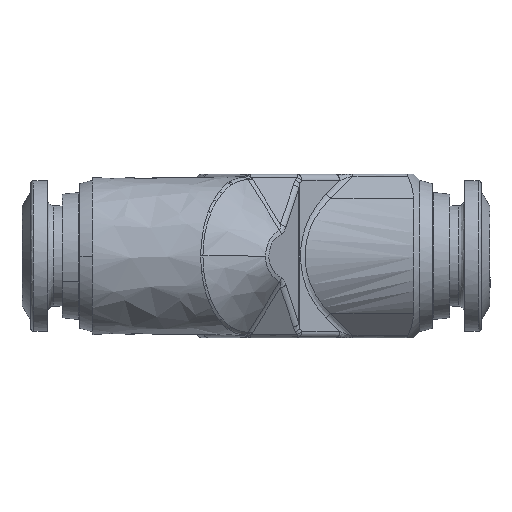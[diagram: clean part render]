
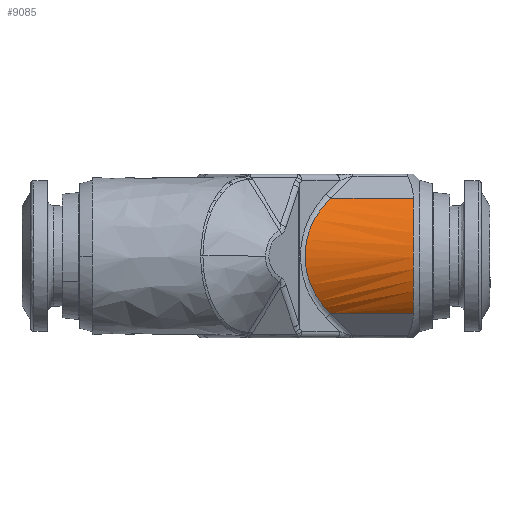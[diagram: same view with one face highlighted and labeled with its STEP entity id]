
A CAD part, left-side view. The second image highlights one B-rep face of the part: STEP entity #9085.
In plain terms, the highlighted free-form (B-spline) face has degree [1, 3] with [2, 4] control points.
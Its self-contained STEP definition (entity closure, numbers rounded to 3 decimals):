
#87 = B_SPLINE_CURVE_WITH_KNOTS ( 'NONE', 1,
 ( #3321, #11135 ),
 .UNSPECIFIED., .F., .F.,
 ( 2, 2 ),
 ( 0., 1. ),
 .UNSPECIFIED. ) ;
#313 = CARTESIAN_POINT ( 'NONE',  ( -8.676, 15.237, 3.247 ) ) ;
#368 = CARTESIAN_POINT ( 'NONE',  ( -7.637, 7.548, 4.596 ) ) ;
#402 = CARTESIAN_POINT ( 'NONE',  ( -8.898, 15.476, 2.823 ) ) ;
#445 = CARTESIAN_POINT ( 'NONE',  ( -8.236, 14.763, 3.91 ) ) ;
#1307 = CARTESIAN_POINT ( 'NONE',  ( -10.33, 7.548, 1.904 ) ) ;
#1404 = CARTESIAN_POINT ( 'NONE',  ( -7.637, 16.221, -4.596 ) ) ;
#1411 = CARTESIAN_POINT ( 'NONE',  ( -9.087, 15.68, -2.388 ) ) ;
#1491 = CARTESIAN_POINT ( 'NONE',  ( -8.343, 14.879, 3.761 ) ) ;
#1539 = CARTESIAN_POINT ( 'NONE',  ( -9.437, 16.057, -1.165 ) ) ;
#1633 = ORIENTED_EDGE ( 'NONE', *, *, #8216, .T. ) ;
#1635 = CARTESIAN_POINT ( 'NONE',  ( -7.637, 14.119, -4.596 ) ) ;
#1667 =( BOUNDED_CURVE ( )  B_SPLINE_CURVE ( 3, ( #4188, #9547, #5088, #1903 ),
 .UNSPECIFIED., .F., .T. ) 
 B_SPLINE_CURVE_WITH_KNOTS ( ( 4, 4 ),
 ( -1.571, 0. ),
 .UNSPECIFIED. ) 
 CURVE ( )  GEOMETRIC_REPRESENTATION_ITEM ( )  RATIONAL_B_SPLINE_CURVE ( ( 1., 0.805, 0.805, 1. ) ) 
 REPRESENTATION_ITEM ( '' )  );
#1903 = CARTESIAN_POINT ( 'NONE',  ( -7.637, 7.548, -4.596 ) ) ;
#2477 = CARTESIAN_POINT ( 'NONE',  ( -9.5, 16.124, -0.742 ) ) ;
#2523 = CARTESIAN_POINT ( 'NONE',  ( -9.487, 16.11, -0.848 ) ) ;
#2563 = CARTESIAN_POINT ( 'NONE',  ( -10.33, 16.221, 1.904 ) ) ;
#2575 = CARTESIAN_POINT ( 'NONE',  ( -8.431, 14.973, 3.634 ) ) ;
#2613 = CARTESIAN_POINT ( 'NONE',  ( -8.417, 14.958, 3.654 ) ) ;
#2661 = CARTESIAN_POINT ( 'NONE',  ( -9.026, 15.614, 2.537 ) ) ;
#3245 = B_SPLINE_CURVE_WITH_KNOTS ( 'NONE', 3,
 ( #10071, #9197, #13694, #4867, #445, #1491, #3585, #2613, #2575, #9099, #313, #12640, #402, #11350, #5987, #2661, #3673, #10312, #4683, #11436, #4772, #8101, #3770, #12555, #9153, #5884, #2477, #2523, #6908, #1539, #5790, #7041, #8142, #13647, #8013, #1411, #10263, #3719, #3629, #11401, #11485, #4825, #6218, #12777, #13979, #8337, #7303, #1635 ),
 .UNSPECIFIED., .F., .F.,
 ( 4, 2, 1, 1, 2, 2, 2, 1, 2, 2, 2, 2, 2, 2, 2, 2, 2, 2, 1, 2, 2, 2, 1, 1, 2, 2, 4 ),
 ( -1., -0.938, -0.906, -0.891, -0.883, -0.875, -0.813, -0.781, -0.766, -0.75, -0.688, -0.656, -0.625, -0.5, -0.438, -0.406, -0.375, -0.313, -0.281, -0.266, -0.25, -0.188, -0.156, -0.141, -0.133, -0.125, 0. ),
 .UNSPECIFIED. ) ;
#3321 = CARTESIAN_POINT ( 'NONE',  ( -7.637, 7.548, -4.596 ) ) ;
#3368 =( BOUNDED_SURFACE ( )  B_SPLINE_SURFACE ( 1, 3, ( 
 ( #10210, #2563, #3621, #1404 ),
 ( #4632, #1307, #9040, #3573 ) ),
 .UNSPECIFIED., .F., .F., .T. ) 
 B_SPLINE_SURFACE_WITH_KNOTS ( ( 2, 2 ),
 ( 4, 4 ),
 ( 0., 1. ),
 ( 0., 1. ),
 .UNSPECIFIED. ) 
 GEOMETRIC_REPRESENTATION_ITEM ( )  RATIONAL_B_SPLINE_SURFACE ( (
 ( 1., 0.805, 0.805, 1.),
 ( 1., 0.805, 0.805, 1.) ) ) 
 REPRESENTATION_ITEM ( '' )  SURFACE ( )  );
#3573 = CARTESIAN_POINT ( 'NONE',  ( -7.637, 7.548, -4.596 ) ) ;
#3585 = CARTESIAN_POINT ( 'NONE',  ( -8.387, 14.926, 3.697 ) ) ;
#3621 = CARTESIAN_POINT ( 'NONE',  ( -10.33, 16.221, -1.904 ) ) ;
#3629 = CARTESIAN_POINT ( 'NONE',  ( -8.876, 15.453, -2.871 ) ) ;
#3673 = CARTESIAN_POINT ( 'NONE',  ( -9.129, 15.725, 2.289 ) ) ;
#3719 = CARTESIAN_POINT ( 'NONE',  ( -8.966, 15.55, -2.681 ) ) ;
#3770 = CARTESIAN_POINT ( 'NONE',  ( -9.5, 16.124, 0.849 ) ) ;
#3912 = EDGE_CURVE ( 'NONE', #6741, #3933, #5119, .T. ) ;
#3933 = VERTEX_POINT ( 'NONE', #5927 ) ;
#4188 = CARTESIAN_POINT ( 'NONE',  ( -7.637, 7.548, 4.596 ) ) ;
#4293 = EDGE_CURVE ( 'NONE', #11189, #8810, #87, .T. ) ;
#4632 = CARTESIAN_POINT ( 'NONE',  ( -7.637, 7.548, 4.596 ) ) ;
#4683 = CARTESIAN_POINT ( 'NONE',  ( -9.293, 15.902, 1.782 ) ) ;
#4772 = CARTESIAN_POINT ( 'NONE',  ( -9.373, 15.987, 1.474 ) ) ;
#4825 = CARTESIAN_POINT ( 'NONE',  ( -8.549, 15.1, -3.453 ) ) ;
#4867 = CARTESIAN_POINT ( 'NONE',  ( -8.139, 14.658, 4.035 ) ) ;
#5088 = CARTESIAN_POINT ( 'NONE',  ( -10.33, 7.548, -1.904 ) ) ;
#5119 = B_SPLINE_CURVE_WITH_KNOTS ( 'NONE', 1,
 ( #368, #13614 ),
 .UNSPECIFIED., .F., .F.,
 ( 2, 2 ),
 ( -1., 0. ),
 .UNSPECIFIED. ) ;
#5461 = ORIENTED_EDGE ( 'NONE', *, *, #12245, .F. ) ;
#5790 = CARTESIAN_POINT ( 'NONE',  ( -9.375, 15.99, -1.475 ) ) ;
#5884 = CARTESIAN_POINT ( 'NONE',  ( -9.531, 16.158, -0.424 ) ) ;
#5927 = CARTESIAN_POINT ( 'NONE',  ( -7.637, 14.119, 4.596 ) ) ;
#5987 = CARTESIAN_POINT ( 'NONE',  ( -9.006, 15.592, 2.584 ) ) ;
#6204 = FACE_OUTER_BOUND ( 'NONE', #10239, .T. ) ;
#6218 = CARTESIAN_POINT ( 'NONE',  ( -8.505, 15.053, -3.521 ) ) ;
#6368 = CARTESIAN_POINT ( 'NONE',  ( -7.637, 7.548, -4.596 ) ) ;
#6741 = VERTEX_POINT ( 'NONE', #12345 ) ;
#6908 = CARTESIAN_POINT ( 'NONE',  ( -9.455, 16.076, -1.058 ) ) ;
#7041 = CARTESIAN_POINT ( 'NONE',  ( -9.324, 15.935, -1.68 ) ) ;
#7303 = CARTESIAN_POINT ( 'NONE',  ( -7.946, 14.451, -4.287 ) ) ;
#8013 = CARTESIAN_POINT ( 'NONE',  ( -9.125, 15.721, -2.288 ) ) ;
#8101 = CARTESIAN_POINT ( 'NONE',  ( -9.395, 16.012, 1.373 ) ) ;
#8142 = CARTESIAN_POINT ( 'NONE',  ( -9.231, 15.835, -1.986 ) ) ;
#8216 = EDGE_CURVE ( 'NONE', #3933, #8810, #3245, .T. ) ;
#8337 = CARTESIAN_POINT ( 'NONE',  ( -8.216, 14.742, -3.955 ) ) ;
#8810 = VERTEX_POINT ( 'NONE', #9381 ) ;
#9040 = CARTESIAN_POINT ( 'NONE',  ( -10.33, 7.548, -1.904 ) ) ;
#9085 = ADVANCED_FACE ( 'NONE', ( #6204 ), #3368, .F. ) ;
#9099 = CARTESIAN_POINT ( 'NONE',  ( -8.566, 15.119, 3.431 ) ) ;
#9153 = CARTESIAN_POINT ( 'NONE',  ( -9.541, 16.169, -0.212 ) ) ;
#9197 = CARTESIAN_POINT ( 'NONE',  ( -7.792, 14.285, 4.442 ) ) ;
#9381 = CARTESIAN_POINT ( 'NONE',  ( -7.637, 14.119, -4.596 ) ) ;
#9547 = CARTESIAN_POINT ( 'NONE',  ( -10.33, 7.548, 1.904 ) ) ;
#10071 = CARTESIAN_POINT ( 'NONE',  ( -7.637, 14.119, 4.596 ) ) ;
#10210 = CARTESIAN_POINT ( 'NONE',  ( -7.637, 16.221, 4.596 ) ) ;
#10239 = EDGE_LOOP ( 'NONE', ( #5461, #13743, #1633, #10608 ) ) ;
#10263 = CARTESIAN_POINT ( 'NONE',  ( -9.066, 15.658, -2.439 ) ) ;
#10312 = CARTESIAN_POINT ( 'NONE',  ( -9.201, 15.802, 2.087 ) ) ;
#10608 = ORIENTED_EDGE ( 'NONE', *, *, #4293, .F. ) ;
#11135 = CARTESIAN_POINT ( 'NONE',  ( -7.637, 14.119, -4.596 ) ) ;
#11189 = VERTEX_POINT ( 'NONE', #6368 ) ;
#11350 = CARTESIAN_POINT ( 'NONE',  ( -8.963, 15.547, 2.68 ) ) ;
#11401 = CARTESIAN_POINT ( 'NONE',  ( -8.726, 15.291, -3.153 ) ) ;
#11436 = CARTESIAN_POINT ( 'NONE',  ( -9.321, 15.932, 1.68 ) ) ;
#11485 = CARTESIAN_POINT ( 'NONE',  ( -8.647, 15.206, -3.293 ) ) ;
#12245 = EDGE_CURVE ( 'NONE', #6741, #11189, #1667, .T. ) ;
#12345 = CARTESIAN_POINT ( 'NONE',  ( -7.637, 7.548, 4.596 ) ) ;
#12555 = CARTESIAN_POINT ( 'NONE',  ( -9.541, 16.169, 0.424 ) ) ;
#12640 = CARTESIAN_POINT ( 'NONE',  ( -8.826, 15.399, 2.965 ) ) ;
#12777 = CARTESIAN_POINT ( 'NONE',  ( -8.476, 15.021, -3.566 ) ) ;
#13614 = CARTESIAN_POINT ( 'NONE',  ( -7.637, 14.119, 4.596 ) ) ;
#13647 = CARTESIAN_POINT ( 'NONE',  ( -9.181, 15.781, -2.138 ) ) ;
#13694 = CARTESIAN_POINT ( 'NONE',  ( -7.936, 14.441, 4.282 ) ) ;
#13743 = ORIENTED_EDGE ( 'NONE', *, *, #3912, .T. ) ;
#13979 = CARTESIAN_POINT ( 'NONE',  ( -8.46, 15.005, -3.59 ) ) ;
